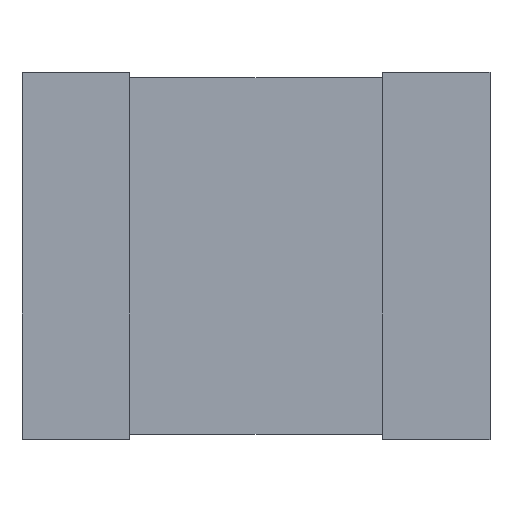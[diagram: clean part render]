
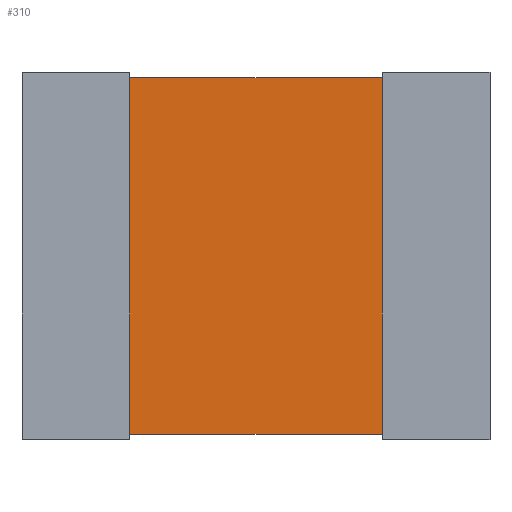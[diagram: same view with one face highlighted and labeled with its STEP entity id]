
A CAD part, top view. The second image highlights one B-rep face of the part: STEP entity #310.
In plain terms, the highlighted planar face has unit normal (0, 0, 1).
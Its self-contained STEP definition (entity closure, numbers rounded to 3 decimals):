
#86=CARTESIAN_POINT('',(1.0,-1.409,1.109));
#85=VERTEX_POINT('',#86);
#96=CARTESIAN_POINT('',(-1.0,-1.409,1.109));
#95=VERTEX_POINT('',#96);
#94=EDGE_CURVE('',#95,#85,#99,.T.);
#99=LINE('',#96,#101);
#101=VECTOR('',#102,2.);
#102=DIRECTION('',(1.0,0.0,0.0));
#135=CARTESIAN_POINT('',(1.0,1.409,1.109));
#134=VERTEX_POINT('',#135);
#143=EDGE_CURVE('',#85,#134,#148,.T.);
#148=LINE('',#86,#150);
#150=VECTOR('',#151,2.817);
#151=DIRECTION('',(0.0,1.0,0.0));
#184=CARTESIAN_POINT('',(-1.0,1.409,1.109));
#183=VERTEX_POINT('',#184);
#192=EDGE_CURVE('',#134,#183,#197,.T.);
#197=LINE('',#135,#199);
#199=VECTOR('',#200,2.);
#200=DIRECTION('',(-1.0,0.0,0.0));
#241=EDGE_CURVE('',#183,#95,#246,.T.);
#246=LINE('',#184,#248);
#248=VECTOR('',#249,2.817);
#249=DIRECTION('',(0.0,-1.0,0.0));
#310=ADVANCED_FACE('',(#316),#311,.T.);
#311=PLANE('',#312);
#312=AXIS2_PLACEMENT_3D('',#313,#314,#315);
#313=CARTESIAN_POINT('',(-1.0,-1.409,1.109));
#314=DIRECTION('',(0.0,0.0,1.0));
#315=DIRECTION('',(0.,1.,0.));
#316=FACE_OUTER_BOUND('',#317,.T.);
#317=EDGE_LOOP('',(#318,#328,#338,#348));
#318=ORIENTED_EDGE('',*,*,#94,.T.);
#328=ORIENTED_EDGE('',*,*,#143,.T.);
#338=ORIENTED_EDGE('',*,*,#192,.T.);
#348=ORIENTED_EDGE('',*,*,#241,.T.);
